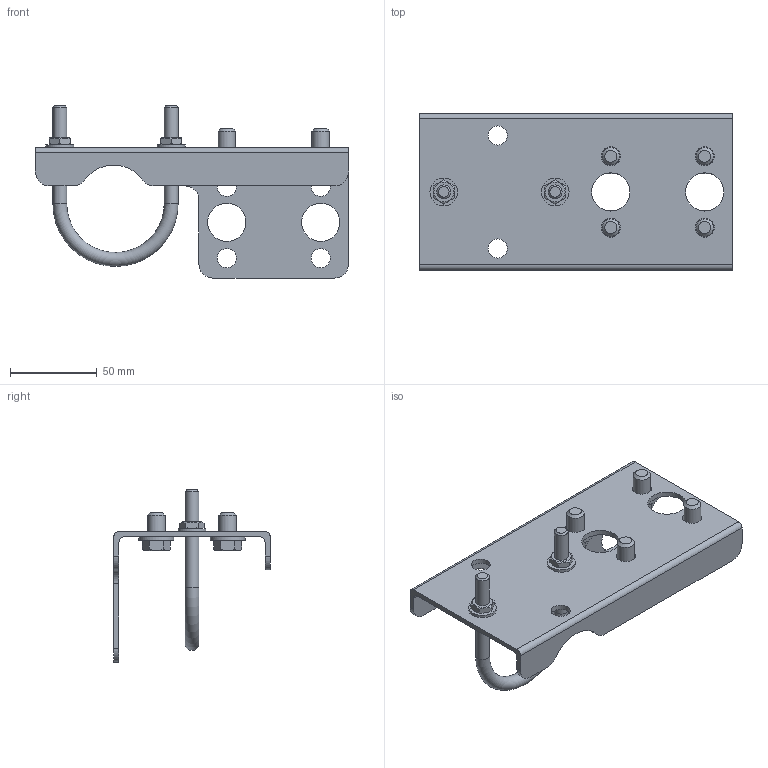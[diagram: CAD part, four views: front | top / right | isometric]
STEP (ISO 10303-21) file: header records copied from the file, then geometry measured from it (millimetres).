
FILE_DESCRIPTION(('STEP AP214'), '1');
FILE_NAME('Êðîíøòåéí ÑÊ(ÄÄ)1', '2023-08-03T12:56:31', ('Ïîëüçîâàòåëü Windows'), (''), 'ASCON STEP Converter 1.6', 'ASCON Math Kernel', '');
FILE_SCHEMA(('AUTOMOTIVE_DESIGN { 1 0 10303 214 3 1 1}'));
Length unit declared in the file: millimetre
Bounding box: 180 x 90 x 99 mm (x, y, z)
Volume: 95084.1 mm3; surface area: 62308.5 mm2
Topology: 1 solids, 1 shells, 148 faces, 345 edges, 220 vertices
Faces by surface type: plane 81, cylinder 48, cone 14, torus 5
Full cylindrical faces by diameter (mm): 8 x4, 9 x2, 10 x4, 11 x12, 16 x2, 20 x4, 22 x4
Entity records: 7256 total; most frequent: CARTESIAN_POINT 2775, DIRECTION 678, ORIENTED_EDGE 588, EDGE_CURVE 294, AXIS2_PLACEMENT_3D 283, EDGE_LOOP 242, VERTEX_POINT 220, FACE_BOUND 156
